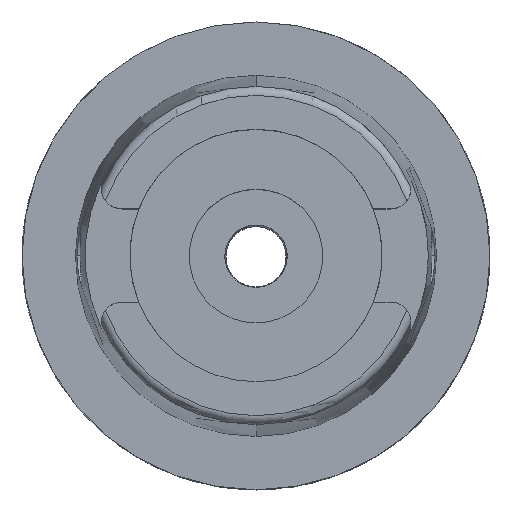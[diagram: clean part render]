
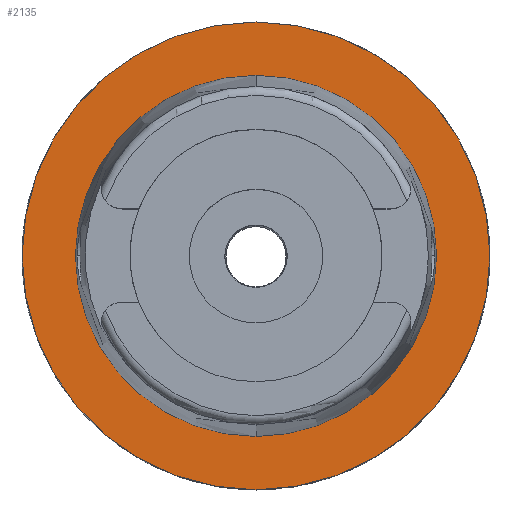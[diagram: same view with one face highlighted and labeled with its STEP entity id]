
A CAD part, top view. The second image highlights one B-rep face of the part: STEP entity #2135.
In plain terms, the highlighted planar face has unit normal (0, 0, 1).
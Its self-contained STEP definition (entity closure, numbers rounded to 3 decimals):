
#98 = DIRECTION ( 'NONE',  ( 0., -1., 0. ) ) ;
#140 = EDGE_CURVE ( 'NONE', #5423, #2358, #3981, .T. ) ;
#178 = CARTESIAN_POINT ( 'NONE',  ( 0., 31.5, 0. ) ) ;
#748 = AXIS2_PLACEMENT_3D ( 'NONE', #3094, #3061, #3524 ) ;
#884 = ORIENTED_EDGE ( 'NONE', *, *, #4067, .F. ) ;
#928 = DIRECTION ( 'NONE',  ( 0., 0., 1. ) ) ;
#1220 = ORIENTED_EDGE ( 'NONE', *, *, #140, .F. ) ;
#1385 = AXIS2_PLACEMENT_3D ( 'NONE', #4356, #2177, #3911 ) ;
#1595 = EDGE_CURVE ( 'NONE', #2007, #4152, #5279, .T. ) ;
#1746 = CIRCLE ( 'NONE', #1385, 24.315 ) ;
#2007 = VERTEX_POINT ( 'NONE', #3166 ) ;
#2070 = EDGE_LOOP ( 'NONE', ( #4677, #884 ) ) ;
#2135 = ADVANCED_FACE ( 'NONE', ( #4897, #5300 ), #3132, .T. ) ;
#2177 = DIRECTION ( 'NONE',  ( 0., 0., 1. ) ) ;
#2180 = CARTESIAN_POINT ( 'NONE',  ( 0., 0., 0. ) ) ;
#2358 = VERTEX_POINT ( 'NONE', #178 ) ;
#2521 = EDGE_LOOP ( 'NONE', ( #3995, #1220 ) ) ;
#2675 = DIRECTION ( 'NONE',  ( 1., 0., 0. ) ) ;
#2698 = CARTESIAN_POINT ( 'NONE',  ( 0., 0., 0. ) ) ;
#2771 = CARTESIAN_POINT ( 'NONE',  ( 0., -31.5, 0. ) ) ;
#3061 = DIRECTION ( 'NONE',  ( 0., 0., -1. ) ) ;
#3094 = CARTESIAN_POINT ( 'NONE',  ( 0., 0., 0. ) ) ;
#3132 = PLANE ( 'NONE',  #4549 ) ;
#3166 = CARTESIAN_POINT ( 'NONE',  ( 0., 24.315, 0. ) ) ;
#3315 = DIRECTION ( 'NONE',  ( 0., 0., 1. ) ) ;
#3524 = DIRECTION ( 'NONE',  ( 0., 1., 0. ) ) ;
#3911 = DIRECTION ( 'NONE',  ( 0., -1., 0. ) ) ;
#3981 = CIRCLE ( 'NONE', #5178, 31.5 ) ;
#3995 = ORIENTED_EDGE ( 'NONE', *, *, #5172, .F. ) ;
#4067 = EDGE_CURVE ( 'NONE', #4152, #2007, #1746, .T. ) ;
#4152 = VERTEX_POINT ( 'NONE', #4655 ) ;
#4356 = CARTESIAN_POINT ( 'NONE',  ( 0., 0., 0. ) ) ;
#4405 = CIRCLE ( 'NONE', #748, 31.5 ) ;
#4422 = DIRECTION ( 'NONE',  ( 0., 0., -1. ) ) ;
#4549 = AXIS2_PLACEMENT_3D ( 'NONE', #2180, #928, #2675 ) ;
#4655 = CARTESIAN_POINT ( 'NONE',  ( 0., -24.315, 0. ) ) ;
#4677 = ORIENTED_EDGE ( 'NONE', *, *, #1595, .F. ) ;
#4813 = AXIS2_PLACEMENT_3D ( 'NONE', #5451, #3315, #5051 ) ;
#4897 = FACE_OUTER_BOUND ( 'NONE', #2521, .T. ) ;
#5051 = DIRECTION ( 'NONE',  ( 0., 1., 0. ) ) ;
#5172 = EDGE_CURVE ( 'NONE', #2358, #5423, #4405, .T. ) ;
#5178 = AXIS2_PLACEMENT_3D ( 'NONE', #2698, #4422, #98 ) ;
#5279 = CIRCLE ( 'NONE', #4813, 24.315 ) ;
#5300 = FACE_BOUND ( 'NONE', #2070, .T. ) ;
#5423 = VERTEX_POINT ( 'NONE', #2771 ) ;
#5451 = CARTESIAN_POINT ( 'NONE',  ( 0., 0., 0. ) ) ;
